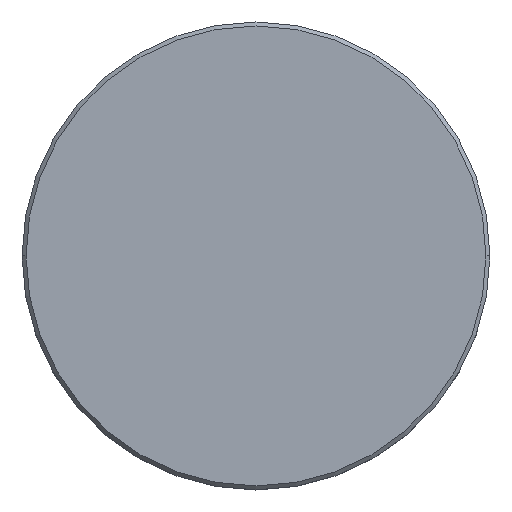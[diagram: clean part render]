
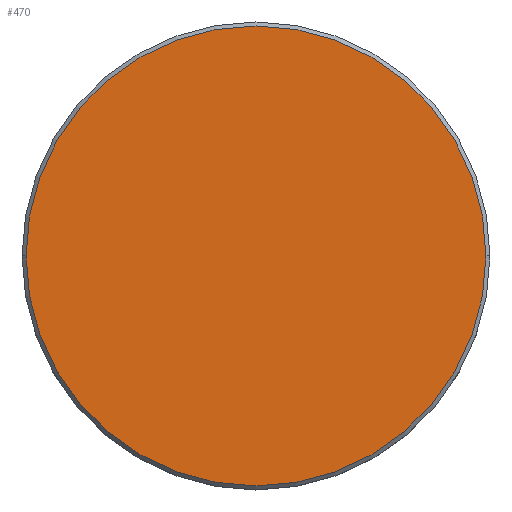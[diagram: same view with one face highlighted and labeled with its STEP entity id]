
A CAD part, top view. The second image highlights one B-rep face of the part: STEP entity #470.
In plain terms, the highlighted planar face has unit normal (0, 0, 1).
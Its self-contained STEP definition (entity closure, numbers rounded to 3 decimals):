
#55 = DIRECTION ( 'NONE',  ( 1., 0., 0. ) ) ;
#57 = ORIENTED_EDGE ( 'NONE', *, *, #757, .T. ) ;
#117 = DIRECTION ( 'NONE',  ( 1., 0., 0. ) ) ;
#174 = CIRCLE ( 'NONE', #1183, 29. ) ;
#178 = AXIS2_PLACEMENT_3D ( 'NONE', #831, #1087, #117 ) ;
#202 = CIRCLE ( 'NONE', #337, 29. ) ;
#291 = PLANE ( 'NONE',  #178 ) ;
#300 = ORIENTED_EDGE ( 'NONE', *, *, #412, .T. ) ;
#337 = AXIS2_PLACEMENT_3D ( 'NONE', #541, #1070, #788 ) ;
#406 = VERTEX_POINT ( 'NONE', #800 ) ;
#412 = EDGE_CURVE ( 'NONE', #679, #406, #202, .T. ) ;
#470 = ADVANCED_FACE ( 'NONE', ( #1021 ), #291, .T. ) ;
#510 = CARTESIAN_POINT ( 'NONE',  ( 0., 0., 0. ) ) ;
#541 = CARTESIAN_POINT ( 'NONE',  ( 0., 0., 0. ) ) ;
#574 = EDGE_LOOP ( 'NONE', ( #57, #300 ) ) ;
#679 = VERTEX_POINT ( 'NONE', #868 ) ;
#757 = EDGE_CURVE ( 'NONE', #406, #679, #174, .T. ) ;
#788 = DIRECTION ( 'NONE',  ( 1., 0., 0. ) ) ;
#800 = CARTESIAN_POINT ( 'NONE',  ( -29., 0., 0. ) ) ;
#831 = CARTESIAN_POINT ( 'NONE',  ( 0., 0., 0. ) ) ;
#864 = DIRECTION ( 'NONE',  ( 0., 0., 1. ) ) ;
#868 = CARTESIAN_POINT ( 'NONE',  ( 29., 0., 0. ) ) ;
#1021 = FACE_OUTER_BOUND ( 'NONE', #574, .T. ) ;
#1070 = DIRECTION ( 'NONE',  ( 0., 0., 1. ) ) ;
#1087 = DIRECTION ( 'NONE',  ( 0., 0., 1. ) ) ;
#1183 = AXIS2_PLACEMENT_3D ( 'NONE', #510, #864, #55 ) ;
